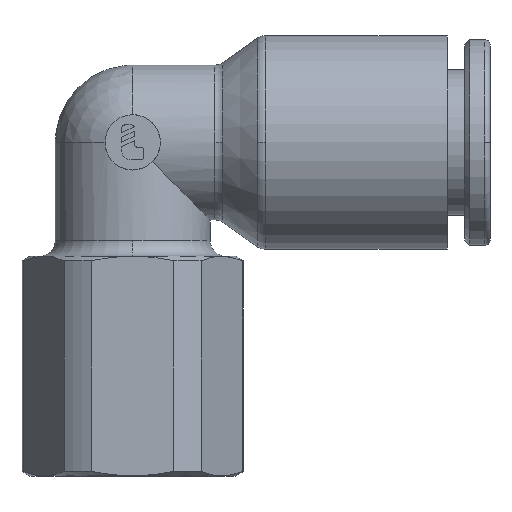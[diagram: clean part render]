
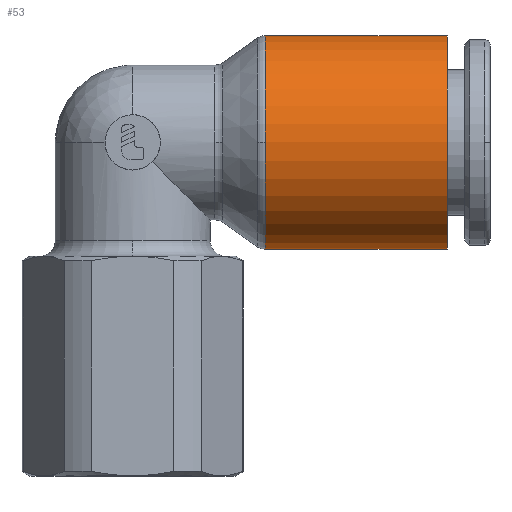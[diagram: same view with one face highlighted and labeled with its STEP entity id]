
A CAD part, top view. The second image highlights one B-rep face of the part: STEP entity #53.
In plain terms, the highlighted cylindrical face has radius 6.75 mm (diameter 13.5 mm), a partial arc.
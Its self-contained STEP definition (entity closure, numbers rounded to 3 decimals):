
#53=ADVANCED_FACE('',(#154),#155,.T.);
#154=FACE_OUTER_BOUND('',#349,.T.);
#155=CYLINDRICAL_SURFACE('',#350,6.75);
#349=EDGE_LOOP('',(#581,#582,#583,#584,#585));
#350=AXIS2_PLACEMENT_3D('',#586,#587,#588);
#581=ORIENTED_EDGE('',*,*,#1297,.F.);
#582=ORIENTED_EDGE('',*,*,#1298,.T.);
#583=ORIENTED_EDGE('',*,*,#1299,.T.);
#584=ORIENTED_EDGE('',*,*,#1300,.F.);
#585=ORIENTED_EDGE('',*,*,#1301,.F.);
#586=CARTESIAN_POINT('',(14.15,21.098,0.0));
#587=DIRECTION('',(1.0,0.0,0.0));
#588=DIRECTION('',(0.0,1.0,0.0));
#1297=EDGE_CURVE('',#1550,#1551,#1552,.T.);
#1298=EDGE_CURVE('',#1550,#1553,#1554,.T.);
#1299=EDGE_CURVE('',#1553,#1555,#1556,.T.);
#1300=EDGE_CURVE('',#1557,#1555,#1558,.T.);
#1301=EDGE_CURVE('',#1551,#1557,#1559,.T.);
#1550=VERTEX_POINT('',#1980);
#1551=VERTEX_POINT('',#1981);
#1552=LINE('',#1982,#1983);
#1553=VERTEX_POINT('',#1984);
#1554=CIRCLE('',#1985,6.75);
#1555=VERTEX_POINT('',#1986);
#1556=CIRCLE('',#1987,6.75);
#1557=VERTEX_POINT('',#1988);
#1558=LINE('',#1989,#1990);
#1559=CIRCLE('',#1991,6.75);
#1980=CARTESIAN_POINT('',(8.4,27.848,0.0));
#1981=CARTESIAN_POINT('',(19.9,27.848,0.0));
#1982=CARTESIAN_POINT('',(14.15,27.848,0.));
#1983=VECTOR('',#2811,1.0);
#1984=CARTESIAN_POINT('',(8.4,21.098,6.75));
#1985=AXIS2_PLACEMENT_3D('',#2812,#2813,#2814);
#1986=CARTESIAN_POINT('',(8.4,14.348,0.));
#1987=AXIS2_PLACEMENT_3D('',#2815,#2816,#2817);
#1988=CARTESIAN_POINT('',(19.9,14.348,0.));
#1989=CARTESIAN_POINT('',(14.15,14.348,0.));
#1990=VECTOR('',#2818,1.0);
#1991=AXIS2_PLACEMENT_3D('',#2819,#2820,#2821);
#2811=DIRECTION('',(1.0,0.0,0.0));
#2812=CARTESIAN_POINT('',(8.4,21.098,0.0));
#2813=DIRECTION('',(1.0,0.0,0.0));
#2814=DIRECTION('',(0.0,1.0,0.0));
#2815=CARTESIAN_POINT('',(8.4,21.098,0.0));
#2816=DIRECTION('',(1.0,0.0,0.0));
#2817=DIRECTION('',(0.0,1.0,0.0));
#2818=DIRECTION('',(-1.0,-0.0,-0.0));
#2819=CARTESIAN_POINT('',(19.9,21.098,0.0));
#2820=DIRECTION('',(1.0,0.0,0.0));
#2821=DIRECTION('',(0.0,1.0,0.0));
